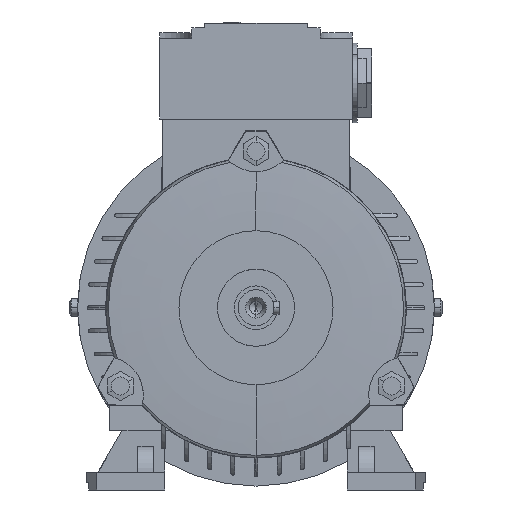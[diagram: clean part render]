
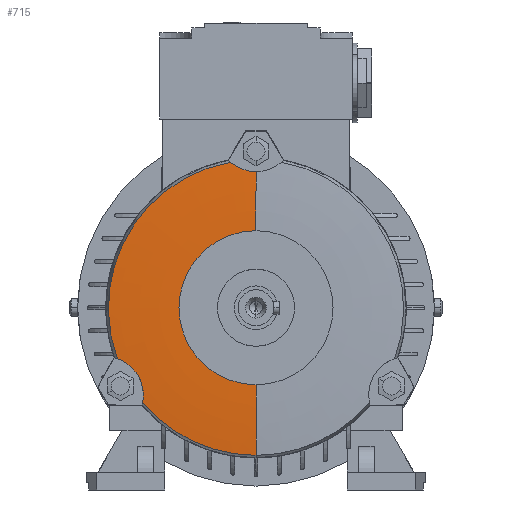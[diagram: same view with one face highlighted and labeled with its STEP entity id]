
A CAD part, left-side view. The second image highlights one B-rep face of the part: STEP entity #715.
In plain terms, the highlighted toroidal (fillet/blend) face has major radius 25.587 mm and minor radius 500 mm.
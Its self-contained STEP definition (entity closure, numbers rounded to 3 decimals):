
#715=ADVANCED_FACE('',(#2060),#2061,.T.);
#2060=FACE_OUTER_BOUND('',#4076,.T.);
#2061=TOROIDAL_SURFACE('',#4077,25.587,500.);
#4076=EDGE_LOOP('',(#6223,#6224,#6225,#6226,#6227,#6228,#6229,#6230,#6231));
#4077=AXIS2_PLACEMENT_3D('',#6232,#6233,#6234);
#6223=ORIENTED_EDGE('',*,*,#12375,.F.);
#6224=ORIENTED_EDGE('',*,*,#12376,.T.);
#6225=ORIENTED_EDGE('',*,*,#12377,.T.);
#6226=ORIENTED_EDGE('',*,*,#12378,.F.);
#6227=ORIENTED_EDGE('',*,*,#12379,.T.);
#6228=ORIENTED_EDGE('',*,*,#12380,.F.);
#6229=ORIENTED_EDGE('',*,*,#12381,.T.);
#6230=ORIENTED_EDGE('',*,*,#12373,.T.);
#6231=ORIENTED_EDGE('',*,*,#12341,.F.);
#6232=CARTESIAN_POINT('',(488.981,0.0,0.0));
#6233=DIRECTION('',(1.0,0.0,0.0));
#6234=DIRECTION('',(0.0,0.0,-1.0));
#12341=EDGE_CURVE('',#14878,#14881,#14882,.T.);
#12373=EDGE_CURVE('',#14935,#14881,#14938,.T.);
#12375=EDGE_CURVE('',#14940,#14878,#14941,.T.);
#12376=EDGE_CURVE('',#14940,#14942,#14943,.T.);
#12377=EDGE_CURVE('',#14942,#14944,#14945,.T.);
#12378=EDGE_CURVE('',#14946,#14944,#14947,.T.);
#12379=EDGE_CURVE('',#14946,#14948,#14949,.T.);
#12380=EDGE_CURVE('',#14950,#14948,#14951,.T.);
#12381=EDGE_CURVE('',#14950,#14935,#14952,.T.);
#14878=VERTEX_POINT('',#18727);
#14881=VERTEX_POINT('',#18730);
#14882=CIRCLE('',#18731,57.5);
#14935=VERTEX_POINT('',#18799);
#14938=B_SPLINE_CURVE_WITH_KNOTS('',3,(#18803,#18804,#18805,#18806,#18807,#18808,#18809,#18810,#18811,#18812,#18813,#18814),.UNSPECIFIED.,.F.,.F.,(4,2,2,2,2,4),(-21.445,-17.789,-13.892,-9.245,-4.649,-0.0),.UNSPECIFIED.);
#14940=VERTEX_POINT('',#18816);
#14941=CIRCLE('',#18817,500.);
#14942=VERTEX_POINT('',#18818);
#14943=CIRCLE('',#18819,30.);
#14944=VERTEX_POINT('',#18820);
#14945=CIRCLE('',#18821,30.);
#14946=VERTEX_POINT('',#18822);
#14947=CIRCLE('',#18823,500.);
#14948=VERTEX_POINT('',#18824);
#14949=B_SPLINE_CURVE_WITH_KNOTS('',3,(#18825,#18826,#18827,#18828,#18829,#18830,#18831,#18832,#18833,#18834,#18835,#18836),.UNSPECIFIED.,.F.,.F.,(4,2,2,2,2,4),(-21.444,-17.562,-13.428,-9.028,-4.627,-0.0),.UNSPECIFIED.);
#14950=VERTEX_POINT('',#18837);
#14951=CIRCLE('',#18838,57.5);
#14952=B_SPLINE_CURVE_WITH_KNOTS('',3,(#18839,#18840,#18841,#18842,#18843,#18844,#18845,#18846,#18847,#18848,#18849,#18850),.UNSPECIFIED.,.F.,.F.,(4,2,2,2,2,4),(-21.445,-17.789,-13.892,-9.245,-4.649,-0.0),.UNSPECIFIED.);
#18727=CARTESIAN_POINT('',(-10.,0.,-57.5));
#18730=CARTESIAN_POINT('',(-10.,44.159,-36.828));
#18731=AXIS2_PLACEMENT_3D('',#25314,#25315,#25316);
#18799=CARTESIAN_POINT('',(-10.267,45.899,-26.5));
#18803=CARTESIAN_POINT('',(-10.,53.973,-19.829));
#18804=CARTESIAN_POINT('',(-10.06,52.823,-20.228));
#18805=CARTESIAN_POINT('',(-10.111,51.726,-20.765));
#18806=CARTESIAN_POINT('',(-10.194,49.617,-22.138));
#18807=CARTESIAN_POINT('',(-10.225,48.625,-22.985));
#18808=CARTESIAN_POINT('',(-10.267,46.717,-25.099));
#18809=CARTESIAN_POINT('',(-10.273,45.864,-26.403));
#18810=CARTESIAN_POINT('',(-10.252,44.593,-29.209));
#18811=CARTESIAN_POINT('',(-10.225,44.179,-30.693));
#18812=CARTESIAN_POINT('',(-10.137,43.812,-33.751));
#18813=CARTESIAN_POINT('',(-10.077,43.867,-35.308));
#18814=CARTESIAN_POINT('',(-10.,44.159,-36.828));
#18816=CARTESIAN_POINT('',(-11.,0.,-30.));
#18817=AXIS2_PLACEMENT_3D('',#25367,#25368,#25369);
#18818=CARTESIAN_POINT('',(-11.,30.,0.0));
#18819=AXIS2_PLACEMENT_3D('',#25370,#25371,#25372);
#18820=CARTESIAN_POINT('',(-11.,0.,30.));
#18821=AXIS2_PLACEMENT_3D('',#25373,#25374,#25375);
#18822=CARTESIAN_POINT('',(-10.267,0.,53.0));
#18823=AXIS2_PLACEMENT_3D('',#25376,#25377,#25378);
#18824=CARTESIAN_POINT('',(-10.,9.814,56.656));
#18825=CARTESIAN_POINT('',(-10.,-9.814,56.656));
#18826=CARTESIAN_POINT('',(-10.064,-8.837,55.811));
#18827=CARTESIAN_POINT('',(-10.117,-7.754,55.095));
#18828=CARTESIAN_POINT('',(-10.202,-5.356,53.921));
#18829=CARTESIAN_POINT('',(-10.233,-4.041,53.489));
#18830=CARTESIAN_POINT('',(-10.269,-1.242,52.98));
#18831=CARTESIAN_POINT('',(-10.272,0.232,52.93));
#18832=CARTESIAN_POINT('',(-10.249,3.146,53.261));
#18833=CARTESIAN_POINT('',(-10.222,4.572,53.639));
#18834=CARTESIAN_POINT('',(-10.137,7.335,54.825));
#18835=CARTESIAN_POINT('',(-10.076,8.649,55.648));
#18836=CARTESIAN_POINT('',(-10.,9.814,56.656));
#18837=CARTESIAN_POINT('',(-10.,53.973,-19.829));
#18838=AXIS2_PLACEMENT_3D('',#25379,#25380,#25381);
#18839=CARTESIAN_POINT('',(-10.,53.973,-19.829));
#18840=CARTESIAN_POINT('',(-10.06,52.823,-20.228));
#18841=CARTESIAN_POINT('',(-10.111,51.726,-20.765));
#18842=CARTESIAN_POINT('',(-10.194,49.617,-22.138));
#18843=CARTESIAN_POINT('',(-10.225,48.625,-22.985));
#18844=CARTESIAN_POINT('',(-10.267,46.717,-25.099));
#18845=CARTESIAN_POINT('',(-10.273,45.864,-26.403));
#18846=CARTESIAN_POINT('',(-10.252,44.593,-29.209));
#18847=CARTESIAN_POINT('',(-10.225,44.179,-30.693));
#18848=CARTESIAN_POINT('',(-10.137,43.812,-33.751));
#18849=CARTESIAN_POINT('',(-10.077,43.867,-35.308));
#18850=CARTESIAN_POINT('',(-10.,44.159,-36.828));
#25314=CARTESIAN_POINT('',(-10.,0.0,0.0));
#25315=DIRECTION('',(1.0,0.0,0.0));
#25316=DIRECTION('',(0.0,1.0,0.0));
#25367=CARTESIAN_POINT('',(488.981,0.,-25.587));
#25368=DIRECTION('',(0.0,-1.0,0.));
#25369=DIRECTION('',(0.0,0.,-1.0));
#25370=CARTESIAN_POINT('',(-11.,0.0,0.0));
#25371=DIRECTION('',(1.0,0.0,0.0));
#25372=DIRECTION('',(0.0,1.0,0.0));
#25373=CARTESIAN_POINT('',(-11.,0.0,0.0));
#25374=DIRECTION('',(1.0,0.0,0.0));
#25375=DIRECTION('',(0.0,1.0,0.0));
#25376=CARTESIAN_POINT('',(488.981,0.,25.587));
#25377=DIRECTION('',(0.0,-1.0,0.));
#25378=DIRECTION('',(0.0,0.,1.0));
#25379=CARTESIAN_POINT('',(-10.,0.0,0.0));
#25380=DIRECTION('',(1.0,0.0,0.0));
#25381=DIRECTION('',(0.0,1.0,0.0));
